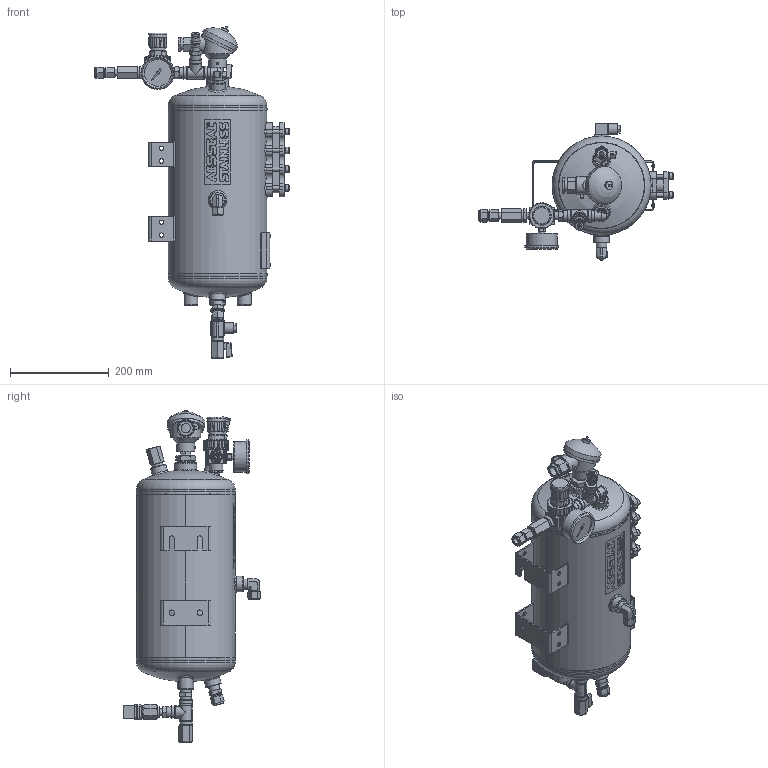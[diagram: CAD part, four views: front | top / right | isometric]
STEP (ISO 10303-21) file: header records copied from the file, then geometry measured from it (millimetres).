
FILE_DESCRIPTION(/* description */ ('Unknown','CAx-IF Rec.Pracs.---Representation and Presentation of Product Manufacturing Information (PMI)---4.0---2014-10-13','CAx-IF Rec.Pracs.---3D Tessellated Geometry---0.4---2014-09-14','2;1'),/* implementation_level */ '2;1');
FILE_NAME(/* name */ 'P212CCSASAA-B-',/* time_stamp */ '2023-03-15T13:04:48+00:00',/* author */ ('Unknown'),/* organization */ ('Unknown'),/* preprocessor_version */ 'ST-DEVELOPER v16.7',/* originating_system */ 'Solid Edge',/* authorisation */ 'Unknown');
FILE_SCHEMA (('AP242_MANAGED_MODEL_BASED_3D_ENGINEERING_MIM_LF { 1 0 10303 442 1 1 4 }'));
Length unit declared in the file: millimetre
Products named in the file (47): 3092143; 2039393; 2039388; 2032857; 2051466; 2015923; 2011208; 2032893; 2011133; 2032873; 2039393_812_2,862_Fillet 7_oa_0; 2039393_812_2,862_Fillet 7_oa_1; 2039393_812_2,862_Fillet 7_oa_2; 2051700; 2030293; 2032147; 2039393_812_2,862_Fillet 7_oa_3; 2039393_812_2,862_Fillet 7_oa_4; 2039393_812_2,862_Fillet 7_oa_5; 2039393_812_2,862_Fillet 7_oa_6; 2050292; 2038629; 2038627; 2033305; 2054694; 2038628; 2051513; 2051512; 2012850; 2026342; 2026306; 3001706; 2026331; 2026336; 2026384; 2026380; 2030518; 2026385; 3017963; 2026345 ...
Assembly tree (72 placements, depth 4):
  3092143
    2039393
      2039388
      2032857
      2051466
      2015923  x5
      2011208
      2032893
      2011133
      2032873
      2039393_812_2,862_Fillet 7_oa_0
      2039393_812_2,862_Fillet 7_oa_1
      2039393_812_2,862_Fillet 7_oa_2
      2051700  x4
      2030293
      2032147  x2
      2039393_812_2,862_Fillet 7_oa_3
      2039393_812_2,862_Fillet 7_oa_4
      2039393_812_2,862_Fillet 7_oa_5
      2039393_812_2,862_Fillet 7_oa_6
      2050292
      2038629
        2038627
        2033305  x2
        2054694
        2038628
        2051513  x8
        2051512  x8
      2012850
    2026342
    2026306  x2
    3001706
    2026331  x2
    2026336
    2026384
    2026380
    2030518
    2026385
    3017963  x2
    2026345
    2026418
    2026443
    3001704
    3001705
    2037544
    2028094
    2026666
Bounding box: 393.61 x 277.89 x 672.66 mm (x, y, z)
Volume: 2051422.7 mm3; surface area: 1274749.2 mm2
Topology: 95 solids, 95 shells, 3223 faces, 7901 edges, 5139 vertices
Faces by surface type: plane 1422, cylinder 795, cone 493, bspline 297, torus 165, sphere 51
Full cylindrical faces by diameter (mm): 0.792 x2, 1.016 x1, 2 x4, 2.794 x1, 3.16 x1, 3.2 x4, 3.3 x2, 3.429 x1, 3.5 x4, 4 x5, 4.5 x2, 5 x4, 5.08 x1, 5.4 x1, 6.35 x6, 6.45 x8, 6.47 x8, 6.604 x1, 6.8 x8, 6.858 x2, 8 x18, 9 x16, 9.5 x2, 9.652 x1, 9.8 x1, 10 x6, 10.16 x1, 10.2 x2, 10.287 x1, 10.414 x5
Entity records: 110912 total; most frequent: CARTESIAN_POINT 42466, ORIENTED_EDGE 12280, DIRECTION 10484, EDGE_CURVE 6140, VERTEX_POINT 4287, AXIS2_PLACEMENT_3D 4049, FACE_BOUND 3475, EDGE_LOOP 3468
